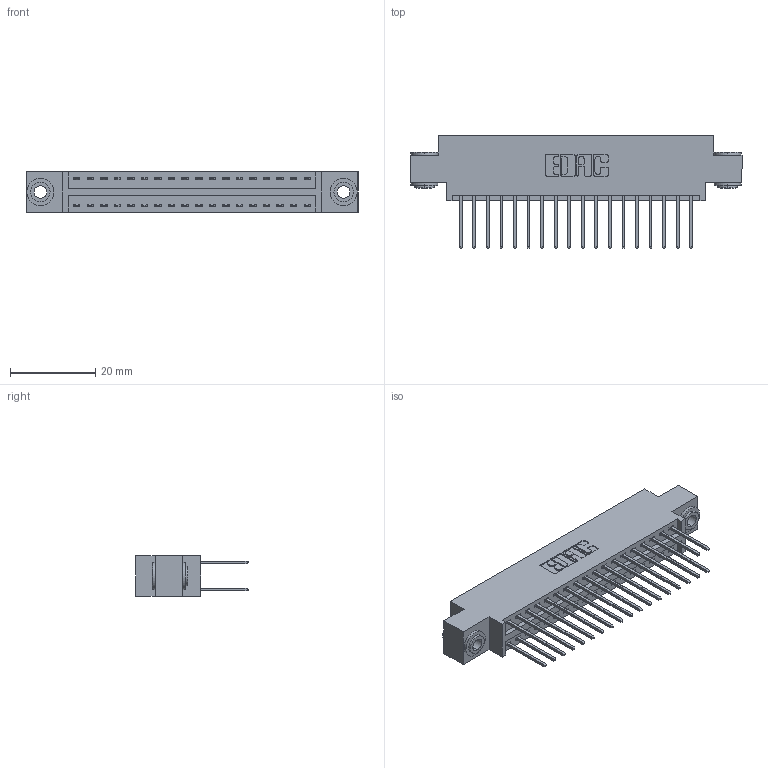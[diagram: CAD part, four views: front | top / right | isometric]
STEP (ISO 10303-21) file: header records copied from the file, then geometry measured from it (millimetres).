
FILE_DESCRIPTION (( 'STEP AP203' ), '1' );
FILE_NAME ('346-036-522-803.STEP', '2018-08-24T01:28:37', ( '' ), ( '' ), 'SwSTEP 2.0', 'SolidWorks 2016', '' );
FILE_SCHEMA (( 'CONFIG_CONTROL_DESIGN' ));
Length unit declared in the file: inch
Products named in the file (4): 346 Part_0.170 Offset - 0.156 Dia-TH; 345-292-001_345-293-122; 345-250-002_345-250-002-102; 346-036-522-803
Assembly tree (39 placements, depth 2):
  346-036-522-803
    346 Part_0.170 Offset - 0.156 Dia-TH
    345-292-001_345-293-122  x36
    345-250-002_345-250-002-102  x2
Bounding box: 77.72 x 26.42 x 9.4 mm (x, y, z)
Volume: 7349.7 mm3; surface area: 10546.8 mm2
Topology: 39 solids, 39 shells, 2036 faces, 5997 edges, 3946 vertices
Faces by surface type: plane 1350, cylinder 678, cone 8
Entity records: 15778 total; most frequent: CARTESIAN_POINT 2611, ORIENTED_EDGE 2538, DIRECTION 2383, EDGE_CURVE 1269, LINE 1041, VECTOR 1041, VERTEX_POINT 842, AXIS2_PLACEMENT_3D 671
